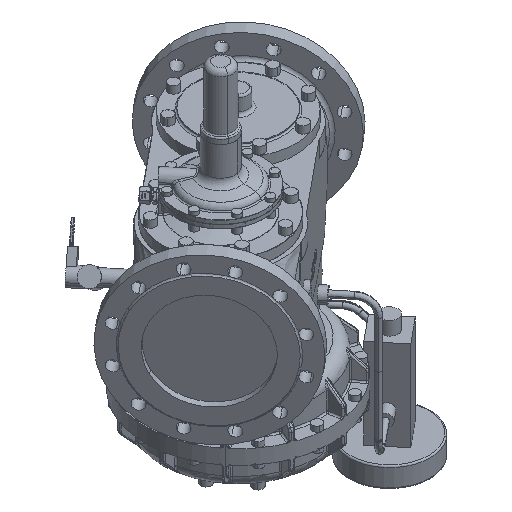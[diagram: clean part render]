
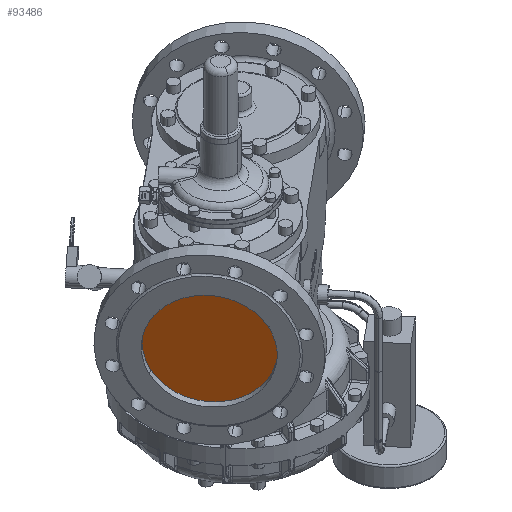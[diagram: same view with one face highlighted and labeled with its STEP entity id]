
A CAD part, isometric view. The second image highlights one B-rep face of the part: STEP entity #93486.
In plain terms, the highlighted planar face has unit normal (-0.773, -0.634, 0).
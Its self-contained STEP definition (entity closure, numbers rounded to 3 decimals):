
#91757=AXIS2_PLACEMENT_3D('Circle Axis2P3D',#91755,#91756,$) ;
#91783=AXIS2_PLACEMENT_3D('Circle Axis2P3D',#91781,#91782,$) ;
#93480=AXIS2_PLACEMENT_3D('Plane Axis2P3D',#93477,#93478,#93479) ;
#91755=CARTESIAN_POINT('Axis2P3D Location',(-689.95,-245.313,1008.723)) ;
#91759=CARTESIAN_POINT('Vertex',(-745.568,-177.429,960.78)) ;
#91761=CARTESIAN_POINT('Vertex',(-634.333,-313.197,1056.665)) ;
#91781=CARTESIAN_POINT('Axis2P3D Location',(-689.95,-245.313,1008.723)) ;
#93477=CARTESIAN_POINT('Axis2P3D Location',(-689.95,-245.313,1127.44)) ;
#91756=DIRECTION('Axis2P3D Direction',(-0.774,-0.634,0.)) ;
#91782=DIRECTION('Axis2P3D Direction',(-0.774,-0.634,0.)) ;
#93478=DIRECTION('Axis2P3D Direction',(-0.774,-0.634,0.)) ;
#93479=DIRECTION('Axis2P3D XDirection',(0.,0.,-1.)) ;
#93483=ORIENTED_EDGE('',*,*,#91763,.T.) ;
#93484=ORIENTED_EDGE('',*,*,#91785,.T.) ;
#93486=ADVANCED_FACE('Hauptk\X2\00F6\X0\rper',(#93485),#93481,.T.) ;
#91758=CIRCLE('generated circle',#91757,100.) ;
#91784=CIRCLE('generated circle',#91783,100.) ;
#91763=EDGE_CURVE('',#91760,#91762,#91758,.T.) ;
#91785=EDGE_CURVE('',#91762,#91760,#91784,.T.) ;
#93482=EDGE_LOOP('',(#93483,#93484)) ;
#93485=FACE_OUTER_BOUND('',#93482,.T.) ;
#93481=PLANE('Plane',#93480) ;
#91760=VERTEX_POINT('',#91759) ;
#91762=VERTEX_POINT('',#91761) ;
